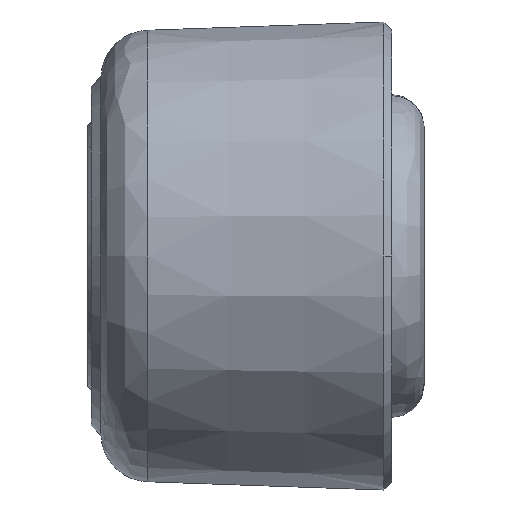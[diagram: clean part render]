
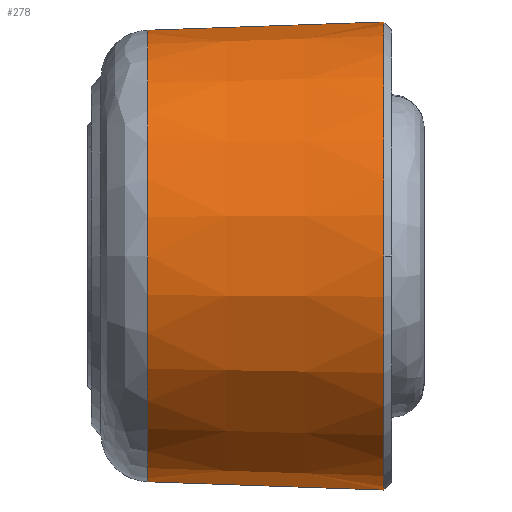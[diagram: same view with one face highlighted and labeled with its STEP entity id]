
A CAD part, left-side view. The second image highlights one B-rep face of the part: STEP entity #278.
In plain terms, the highlighted conical face has half-angle 2 degrees and reference radius 14.483 mm.
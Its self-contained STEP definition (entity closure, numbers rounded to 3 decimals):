
#278 = ADVANCED_FACE ( 'NONE', ( #5852 ), #6389, .T. ) ;
#367 = VERTEX_POINT ( 'NONE', #8035 ) ;
#615 = CIRCLE ( 'NONE', #2230, 13.972 ) ;
#638 = VERTEX_POINT ( 'NONE', #3569 ) ;
#1015 = EDGE_CURVE ( 'NONE', #4878, #9002, #7781, .T. ) ;
#1080 = ORIENTED_EDGE ( 'NONE', *, *, #9294, .T. ) ;
#1230 = VERTEX_POINT ( 'NONE', #3659 ) ;
#1293 = AXIS2_PLACEMENT_3D ( 'NONE', #7091, #7040, #7017 ) ;
#1643 = CARTESIAN_POINT ( 'NONE',  ( 0., 0.483, -14.483 ) ) ;
#2230 = AXIS2_PLACEMENT_3D ( 'NONE', #9933, #9904, #9891 ) ;
#2895 = ORIENTED_EDGE ( 'NONE', *, *, #9893, .T. ) ;
#3264 = AXIS2_PLACEMENT_3D ( 'NONE', #8729, #8601, #9957 ) ;
#3304 = EDGE_CURVE ( 'NONE', #638, #1230, #9503, .T. ) ;
#3569 = CARTESIAN_POINT ( 'NONE',  ( 0., 15.107, 13.972 ) ) ;
#3659 = CARTESIAN_POINT ( 'NONE',  ( 0., 0.483, 14.483 ) ) ;
#4286 = EDGE_LOOP ( 'NONE', ( #9251, #1080, #5069, #9135, #2895 ) ) ;
#4878 = VERTEX_POINT ( 'NONE', #1643 ) ;
#5069 = ORIENTED_EDGE ( 'NONE', *, *, #9961, .T. ) ;
#5297 = CARTESIAN_POINT ( 'NONE',  ( 0., 0.483, -14.483 ) ) ;
#5751 = DIRECTION ( 'NONE',  ( 0., -0.999, -0.035 ) ) ;
#5852 = FACE_OUTER_BOUND ( 'NONE', #4286, .T. ) ;
#6057 = DIRECTION ( 'NONE',  ( 0., -0.999, 0.035 ) ) ;
#6183 = CARTESIAN_POINT ( 'NONE',  ( 0., 0.483, 14.483 ) ) ;
#6279 = CIRCLE ( 'NONE', #1293, 14.483 ) ;
#6389 = CONICAL_SURFACE ( 'NONE', #3264, 14.483, 0.035 ) ;
#7017 = DIRECTION ( 'NONE',  ( 0., 0., -1. ) ) ;
#7040 = DIRECTION ( 'NONE',  ( 0., 1., 0. ) ) ;
#7091 = CARTESIAN_POINT ( 'NONE',  ( 0., 0.483, 0. ) ) ;
#7326 = AXIS2_PLACEMENT_3D ( 'NONE', #8876, #8870, #8861 ) ;
#7781 = CIRCLE ( 'NONE', #7326, 14.483 ) ;
#7971 = VECTOR ( 'NONE', #5751, 1000. ) ;
#8007 = LINE ( 'NONE', #5297, #7971 ) ;
#8035 = CARTESIAN_POINT ( 'NONE',  ( 0., 15.107, -13.972 ) ) ;
#8601 = DIRECTION ( 'NONE',  ( 0., -1., 0. ) ) ;
#8729 = CARTESIAN_POINT ( 'NONE',  ( 0., 0.483, 0. ) ) ;
#8861 = DIRECTION ( 'NONE',  ( 0., 0., -1. ) ) ;
#8870 = DIRECTION ( 'NONE',  ( 0., 1., 0. ) ) ;
#8876 = CARTESIAN_POINT ( 'NONE',  ( 0., 0.483, 0. ) ) ;
#9002 = VERTEX_POINT ( 'NONE', #9760 ) ;
#9135 = ORIENTED_EDGE ( 'NONE', *, *, #1015, .T. ) ;
#9251 = ORIENTED_EDGE ( 'NONE', *, *, #3304, .F. ) ;
#9294 = EDGE_CURVE ( 'NONE', #638, #367, #615, .T. ) ;
#9503 = LINE ( 'NONE', #6183, #9560 ) ;
#9560 = VECTOR ( 'NONE', #6057, 1000. ) ;
#9760 = CARTESIAN_POINT ( 'NONE',  ( -14.483, 0.483, 0. ) ) ;
#9891 = DIRECTION ( 'NONE',  ( 0., 0., -1. ) ) ;
#9893 = EDGE_CURVE ( 'NONE', #9002, #1230, #6279, .T. ) ;
#9904 = DIRECTION ( 'NONE',  ( 0., -1., 0. ) ) ;
#9933 = CARTESIAN_POINT ( 'NONE',  ( 0., 15.107, 0. ) ) ;
#9957 = DIRECTION ( 'NONE',  ( 0., 0., -1. ) ) ;
#9961 = EDGE_CURVE ( 'NONE', #367, #4878, #8007, .T. ) ;
